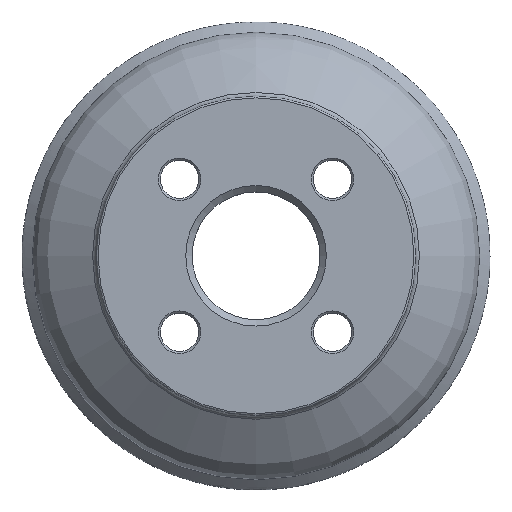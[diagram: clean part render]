
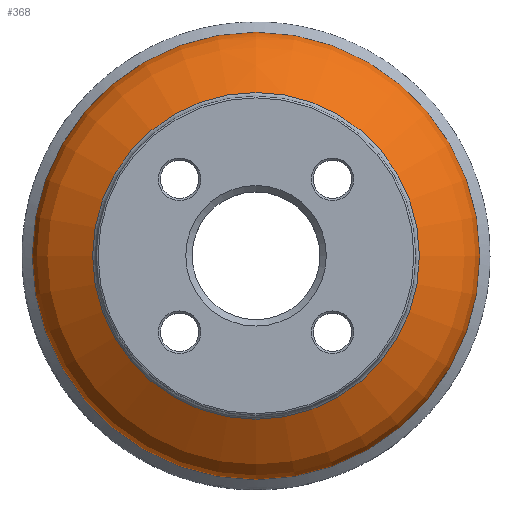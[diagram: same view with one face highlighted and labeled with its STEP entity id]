
A CAD part, top view. The second image highlights one B-rep face of the part: STEP entity #368.
In plain terms, the highlighted face is a revolution surface.
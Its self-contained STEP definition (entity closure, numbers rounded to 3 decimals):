
#94=SURFACE_OF_REVOLUTION('',#98,#96);
#96=AXIS1_PLACEMENT('',#10603,#819);
#98=B_SPLINE_CURVE_WITH_KNOTS('',3,(#10599,#10600,#10601,#10602),
 .UNSPECIFIED.,.F.,.F.,(4,4),(0.,1.),.UNSPECIFIED.);
#133=EDGE_LOOP('',(#209));
#134=EDGE_LOOP('',(#210));
#209=ORIENTED_EDGE('',*,*,#282,.T.);
#210=ORIENTED_EDGE('',*,*,#281,.F.);
#281=EDGE_CURVE('',#486,#486,#319,.T.);
#282=EDGE_CURVE('',#487,#487,#320,.T.);
#319=CIRCLE('',#695,76.751);
#320=CIRCLE('',#697,105.104);
#368=ADVANCED_FACE('',(#412,#413),#94,.F.);
#412=FACE_BOUND('',#133,.T.);
#413=FACE_BOUND('',#134,.T.);
#486=VERTEX_POINT('',#10595);
#487=VERTEX_POINT('',#10598);
#695=AXIS2_PLACEMENT_3D('',#10594,#813,#814);
#697=AXIS2_PLACEMENT_3D('',#10597,#817,#818);
#813=DIRECTION('',(0.,0.,1.));
#814=DIRECTION('',(0.,1.,0.));
#817=DIRECTION('',(0.,0.,1.));
#818=DIRECTION('',(0.,1.,0.));
#819=DIRECTION('',(0.,0.,1.));
#10594=CARTESIAN_POINT('',(0.,0.,-18.8));
#10595=CARTESIAN_POINT('',(0.,76.751,-18.8));
#10597=CARTESIAN_POINT('',(0.,0.,-45.343));
#10598=CARTESIAN_POINT('',(0.,105.104,-45.343));
#10599=CARTESIAN_POINT('',(0.,76.751,-18.8));
#10600=CARTESIAN_POINT('',(0.,80.375,-21.899));
#10601=CARTESIAN_POINT('',(0.,105.104,-32.131));
#10602=CARTESIAN_POINT('',(0.,105.104,-45.343));
#10603=CARTESIAN_POINT('',(0.,0.,-11.119));
